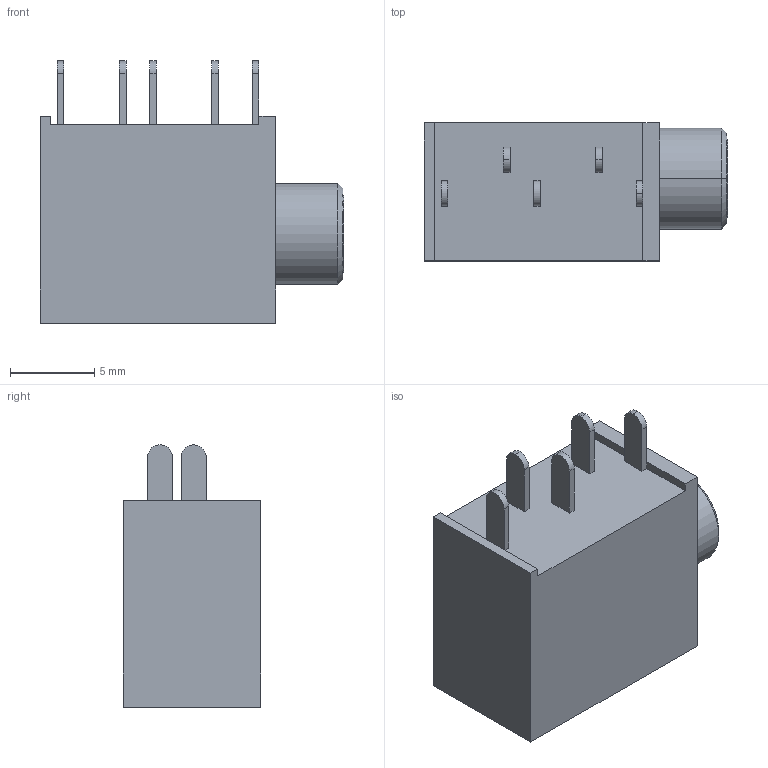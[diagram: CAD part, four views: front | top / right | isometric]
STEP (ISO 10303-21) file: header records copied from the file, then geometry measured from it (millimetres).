
FILE_DESCRIPTION(('FreeCAD Model'),'2;1');
FILE_NAME('Open CASCADE Shape Model','2023-09-22T16:26:14',('Author'),( ''),'Open CASCADE STEP processor 7.6','FreeCAD','Unknown');
FILE_SCHEMA(('AUTOMOTIVE_DESIGN { 1 0 10303 214 1 1 1 1 }'));
Length unit declared in the file: millimetre
Products named in the file (1): CUI_DEVICES_SJ1-3535NG-BE
Bounding box: 18.05 x 8.2 x 15.6 mm (x, y, z)
Volume: 1444.5 mm3; surface area: 956.8 mm2
Topology: 1 solids, 1 shells, 50 faces, 119 edges, 78 vertices
Faces by surface type: plane 34, cylinder 14, cone 2
Entity records: 1816 total; most frequent: DIRECTION 251, CARTESIAN_POINT 248, ORIENTED_EDGE 238, EDGE_CURVE 119, LINE 89, VECTOR 89, AXIS2_PLACEMENT_3D 81, VERTEX_POINT 78
